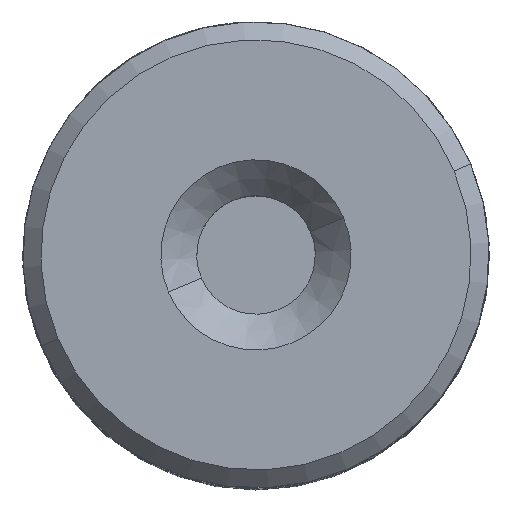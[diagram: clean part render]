
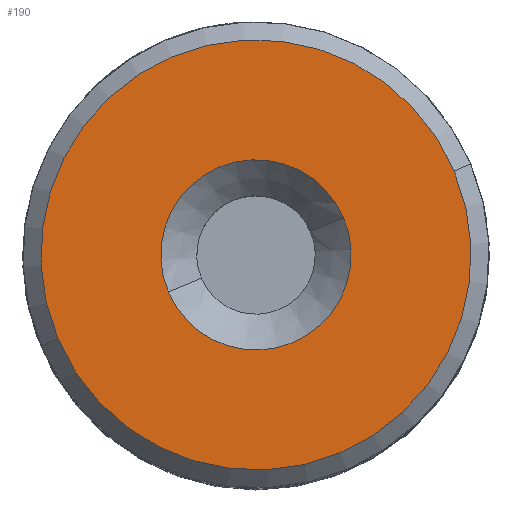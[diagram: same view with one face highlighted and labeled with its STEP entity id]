
A CAD part, top view. The second image highlights one B-rep face of the part: STEP entity #190.
In plain terms, the highlighted face is planar.
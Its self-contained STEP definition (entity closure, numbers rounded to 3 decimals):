
#6 = VERTEX_POINT ( 'NONE', #1454 ) ;
#8 = DIRECTION ( 'NONE',  ( 1., 0., 0. ) ) ;
#24 = DIRECTION ( 'NONE',  ( 0., 0., 1. ) ) ;
#102 = ORIENTED_EDGE ( 'NONE', *, *, #562, .T. ) ;
#190 = ADVANCED_FACE ( 'NONE', ( #520, #566 ), #1940, .F. ) ;
#363 = CARTESIAN_POINT ( 'NONE',  ( 5.99, 0., 0. ) ) ;
#407 = AXIS2_PLACEMENT_3D ( 'NONE', #1116, #1146, #1161 ) ;
#413 = CARTESIAN_POINT ( 'NONE',  ( 0., 0., 0. ) ) ;
#495 = VERTEX_POINT ( 'NONE', #789 ) ;
#520 = FACE_BOUND ( 'NONE', #1645, .T. ) ;
#553 = CIRCLE ( 'NONE', #748, 2.65 ) ;
#558 = EDGE_CURVE ( 'NONE', #572, #495, #949, .T. ) ;
#559 = ORIENTED_EDGE ( 'NONE', *, *, #558, .T. ) ;
#562 = EDGE_CURVE ( 'NONE', #495, #572, #553, .T. ) ;
#566 = FACE_OUTER_BOUND ( 'NONE', #1301, .T. ) ;
#572 = VERTEX_POINT ( 'NONE', #1180 ) ;
#683 = AXIS2_PLACEMENT_3D ( 'NONE', #413, #24, #1592 ) ;
#734 = VERTEX_POINT ( 'NONE', #363 ) ;
#748 = AXIS2_PLACEMENT_3D ( 'NONE', #1194, #1287, #1306 ) ;
#789 = CARTESIAN_POINT ( 'NONE',  ( 2.65, 0., 0. ) ) ;
#949 = CIRCLE ( 'NONE', #407, 2.65 ) ;
#960 = AXIS2_PLACEMENT_3D ( 'NONE', #1374, #1508, #1525 ) ;
#1038 = DIRECTION ( 'NONE',  ( 0., 0., -1. ) ) ;
#1116 = CARTESIAN_POINT ( 'NONE',  ( 0., 0., 0. ) ) ;
#1134 = CIRCLE ( 'NONE', #1811, 5.99 ) ;
#1146 = DIRECTION ( 'NONE',  ( 0., 0., 1. ) ) ;
#1161 = DIRECTION ( 'NONE',  ( 1., 0., 0. ) ) ;
#1167 = CIRCLE ( 'NONE', #960, 5.99 ) ;
#1180 = CARTESIAN_POINT ( 'NONE',  ( -2.65, 0., 0. ) ) ;
#1194 = CARTESIAN_POINT ( 'NONE',  ( 0., 0., 0. ) ) ;
#1287 = DIRECTION ( 'NONE',  ( 0., 0., 1. ) ) ;
#1301 = EDGE_LOOP ( 'NONE', ( #1909, #1425 ) ) ;
#1306 = DIRECTION ( 'NONE',  ( 1., 0., 0. ) ) ;
#1374 = CARTESIAN_POINT ( 'NONE',  ( 0., 0., 0. ) ) ;
#1425 = ORIENTED_EDGE ( 'NONE', *, *, #2149, .T. ) ;
#1454 = CARTESIAN_POINT ( 'NONE',  ( -5.99, 0., 0. ) ) ;
#1508 = DIRECTION ( 'NONE',  ( 0., 0., -1. ) ) ;
#1525 = DIRECTION ( 'NONE',  ( 1., 0., 0. ) ) ;
#1592 = DIRECTION ( 'NONE',  ( 1., 0., 0. ) ) ;
#1628 = EDGE_CURVE ( 'NONE', #734, #6, #1167, .T. ) ;
#1645 = EDGE_LOOP ( 'NONE', ( #559, #102 ) ) ;
#1811 = AXIS2_PLACEMENT_3D ( 'NONE', #2092, #1038, #8 ) ;
#1909 = ORIENTED_EDGE ( 'NONE', *, *, #1628, .T. ) ;
#1940 = PLANE ( 'NONE',  #683 ) ;
#2092 = CARTESIAN_POINT ( 'NONE',  ( 0., 0., 0. ) ) ;
#2149 = EDGE_CURVE ( 'NONE', #6, #734, #1134, .T. ) ;
